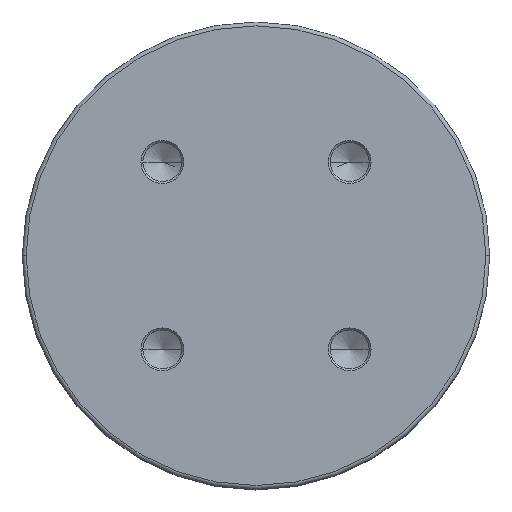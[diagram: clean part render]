
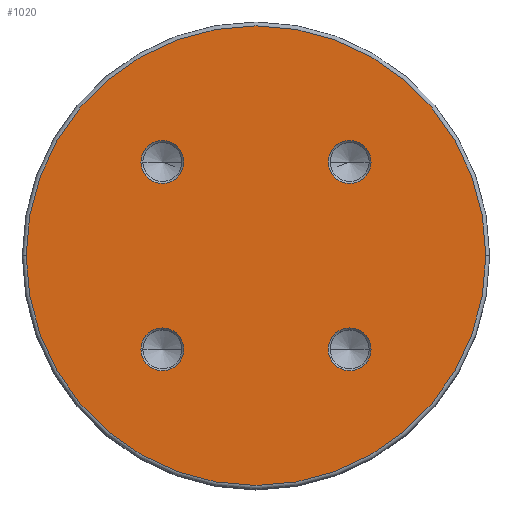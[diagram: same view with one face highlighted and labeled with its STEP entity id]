
A CAD part, top view. The second image highlights one B-rep face of the part: STEP entity #1020.
In plain terms, the highlighted planar face has unit normal (0, 0, 1).
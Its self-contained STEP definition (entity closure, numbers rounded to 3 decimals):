
#19 = ORIENTED_EDGE ( 'NONE', *, *, #219, .T. ) ;
#20 = ORIENTED_EDGE ( 'NONE', *, *, #230, .T. ) ;
#89 = CARTESIAN_POINT ( 'NONE',  ( 18.542, -24.042, 0. ) ) ;
#93 = CARTESIAN_POINT ( 'NONE',  ( -29.542, -24.042, 0. ) ) ;
#110 = CARTESIAN_POINT ( 'NONE',  ( -29.542, 24.042, 0. ) ) ;
#113 = CARTESIAN_POINT ( 'NONE',  ( 29.542, -24.042, 0. ) ) ;
#118 = CARTESIAN_POINT ( 'NONE',  ( -24.042, -24.042, 0. ) ) ;
#119 = DIRECTION ( 'NONE',  ( 0., 0., 1. ) ) ;
#120 = DIRECTION ( 'NONE',  ( -1., 0., 0. ) ) ;
#142 = CARTESIAN_POINT ( 'NONE',  ( -59., 0., 0. ) ) ;
#161 = CARTESIAN_POINT ( 'NONE',  ( 59., 0., 0. ) ) ;
#170 = EDGE_LOOP ( 'NONE', ( #20, #808 ) ) ;
#171 = EDGE_LOOP ( 'NONE', ( #19, #1775 ) ) ;
#176 = EDGE_LOOP ( 'NONE', ( #1611, #1777 ) ) ;
#177 = EDGE_LOOP ( 'NONE', ( #1780, #1612 ) ) ;
#182 = EDGE_LOOP ( 'NONE', ( #822, #1703 ) ) ;
#219 = EDGE_CURVE ( 'NONE', #1556, #926, #1963, .T. ) ;
#230 = EDGE_CURVE ( 'NONE', #1563, #1100, #1982, .T. ) ;
#242 = EDGE_CURVE ( 'NONE', #791, #2016, #1989, .T. ) ;
#284 = EDGE_CURVE ( 'NONE', #1677, #1583, #1500, .T. ) ;
#286 = EDGE_CURVE ( 'NONE', #1104, #924, #1455, .T. ) ;
#287 = EDGE_CURVE ( 'NONE', #926, #1556, #1514, .T. ) ;
#288 = EDGE_CURVE ( 'NONE', #1100, #1563, #1508, .T. ) ;
#289 = EDGE_CURVE ( 'NONE', #2016, #791, #1718, .T. ) ;
#290 = EDGE_CURVE ( 'NONE', #1583, #1677, #1711, .T. ) ;
#335 = CARTESIAN_POINT ( 'NONE',  ( 29.542, 24.042, 0. ) ) ;
#580 = CARTESIAN_POINT ( 'NONE',  ( -24.042, -24.042, 0. ) ) ;
#581 = DIRECTION ( 'NONE',  ( 0., 0., 1. ) ) ;
#582 = DIRECTION ( 'NONE',  ( -1., 0., 0. ) ) ;
#583 = CARTESIAN_POINT ( 'NONE',  ( -24.042, 24.042, 0. ) ) ;
#584 = DIRECTION ( 'NONE',  ( 0., 0., -1. ) ) ;
#585 = DIRECTION ( 'NONE',  ( -1., 0., 0. ) ) ;
#586 = CARTESIAN_POINT ( 'NONE',  ( 24.042, -24.042, 0. ) ) ;
#587 = DIRECTION ( 'NONE',  ( 0., 0., -1. ) ) ;
#588 = DIRECTION ( 'NONE',  ( 1., 0., 0. ) ) ;
#589 = CARTESIAN_POINT ( 'NONE',  ( 24.042, 24.042, 0. ) ) ;
#590 = DIRECTION ( 'NONE',  ( 0., 0., 1. ) ) ;
#591 = DIRECTION ( 'NONE',  ( 1., 0., 0. ) ) ;
#592 = CARTESIAN_POINT ( 'NONE',  ( 0., 0., 0. ) ) ;
#593 = DIRECTION ( 'NONE',  ( 0., 0., 1. ) ) ;
#594 = DIRECTION ( 'NONE',  ( 1., 0., 0. ) ) ;
#644 = AXIS2_PLACEMENT_3D ( 'NONE', #586, #587, #588 ) ;
#791 = VERTEX_POINT ( 'NONE', #1817 ) ;
#808 = ORIENTED_EDGE ( 'NONE', *, *, #288, .T. ) ;
#822 = ORIENTED_EDGE ( 'NONE', *, *, #284, .T. ) ;
#884 = DIRECTION ( 'NONE',  ( 1., 0., 0. ) ) ;
#924 = VERTEX_POINT ( 'NONE', #1830 ) ;
#926 = VERTEX_POINT ( 'NONE', #1832 ) ;
#959 = CARTESIAN_POINT ( 'NONE',  ( 24.042, 24.042, 0. ) ) ;
#960 = DIRECTION ( 'NONE',  ( 0., 0., 1. ) ) ;
#961 = DIRECTION ( 'NONE',  ( 1., 0., 0. ) ) ;
#1020 = ADVANCED_FACE ( 'NONE', ( #1115, #1120, #1122, #1124, #1118 ), #1114, .F. ) ;
#1100 = VERTEX_POINT ( 'NONE', #89 ) ;
#1104 = VERTEX_POINT ( 'NONE', #93 ) ;
#1114 = PLANE ( 'NONE',  #1378 ) ;
#1115 = FACE_BOUND ( 'NONE', #176, .T. ) ;
#1118 = FACE_OUTER_BOUND ( 'NONE', #182, .T. ) ;
#1120 = FACE_BOUND ( 'NONE', #171, .T. ) ;
#1121 = CARTESIAN_POINT ( 'NONE',  ( 0., 0., 0. ) ) ;
#1122 = FACE_BOUND ( 'NONE', #170, .T. ) ;
#1124 = FACE_BOUND ( 'NONE', #177, .T. ) ;
#1125 = DIRECTION ( 'NONE',  ( 0., 0., -1. ) ) ;
#1126 = DIRECTION ( 'NONE',  ( -1., 0., 0. ) ) ;
#1262 = CIRCLE ( 'NONE', #1294, 5.5 ) ;
#1294 = AXIS2_PLACEMENT_3D ( 'NONE', #118, #119, #120 ) ;
#1378 = AXIS2_PLACEMENT_3D ( 'NONE', #1121, #1125, #1126 ) ;
#1393 = CARTESIAN_POINT ( 'NONE',  ( 24.042, -24.042, 0. ) ) ;
#1394 = DIRECTION ( 'NONE',  ( 0., 0., -1. ) ) ;
#1395 = DIRECTION ( 'NONE',  ( 1., 0., 0. ) ) ;
#1447 = CARTESIAN_POINT ( 'NONE',  ( -24.042, 24.042, 0. ) ) ;
#1448 = DIRECTION ( 'NONE',  ( 0., 0., -1. ) ) ;
#1449 = DIRECTION ( 'NONE',  ( -1., 0., 0. ) ) ;
#1455 = CIRCLE ( 'NONE', #1518, 5.5 ) ;
#1500 = CIRCLE ( 'NONE', #1504, 59. ) ;
#1504 = AXIS2_PLACEMENT_3D ( 'NONE', #1904, #1905, #884 ) ;
#1505 = AXIS2_PLACEMENT_3D ( 'NONE', #583, #584, #585 ) ;
#1508 = CIRCLE ( 'NONE', #644, 5.5 ) ;
#1514 = CIRCLE ( 'NONE', #1505, 5.5 ) ;
#1518 = AXIS2_PLACEMENT_3D ( 'NONE', #580, #581, #582 ) ;
#1556 = VERTEX_POINT ( 'NONE', #110 ) ;
#1563 = VERTEX_POINT ( 'NONE', #113 ) ;
#1568 = EDGE_CURVE ( 'NONE', #924, #1104, #1262, .T. ) ;
#1583 = VERTEX_POINT ( 'NONE', #142 ) ;
#1611 = ORIENTED_EDGE ( 'NONE', *, *, #286, .F. ) ;
#1612 = ORIENTED_EDGE ( 'NONE', *, *, #242, .F. ) ;
#1677 = VERTEX_POINT ( 'NONE', #161 ) ;
#1703 = ORIENTED_EDGE ( 'NONE', *, *, #290, .T. ) ;
#1706 = AXIS2_PLACEMENT_3D ( 'NONE', #589, #590, #591 ) ;
#1707 = AXIS2_PLACEMENT_3D ( 'NONE', #592, #593, #594 ) ;
#1711 = CIRCLE ( 'NONE', #1707, 59. ) ;
#1718 = CIRCLE ( 'NONE', #1706, 5.5 ) ;
#1775 = ORIENTED_EDGE ( 'NONE', *, *, #287, .T. ) ;
#1777 = ORIENTED_EDGE ( 'NONE', *, *, #1568, .F. ) ;
#1780 = ORIENTED_EDGE ( 'NONE', *, *, #289, .F. ) ;
#1817 = CARTESIAN_POINT ( 'NONE',  ( 18.542, 24.042, 0. ) ) ;
#1830 = CARTESIAN_POINT ( 'NONE',  ( -18.542, -24.042, 0. ) ) ;
#1832 = CARTESIAN_POINT ( 'NONE',  ( -18.542, 24.042, 0. ) ) ;
#1904 = CARTESIAN_POINT ( 'NONE',  ( 0., 0., 0. ) ) ;
#1905 = DIRECTION ( 'NONE',  ( 0., 0., 1. ) ) ;
#1941 = AXIS2_PLACEMENT_3D ( 'NONE', #1447, #1448, #1449 ) ;
#1951 = AXIS2_PLACEMENT_3D ( 'NONE', #959, #960, #961 ) ;
#1962 = AXIS2_PLACEMENT_3D ( 'NONE', #1393, #1394, #1395 ) ;
#1963 = CIRCLE ( 'NONE', #1941, 5.5 ) ;
#1982 = CIRCLE ( 'NONE', #1962, 5.5 ) ;
#1989 = CIRCLE ( 'NONE', #1951, 5.5 ) ;
#2016 = VERTEX_POINT ( 'NONE', #335 ) ;
